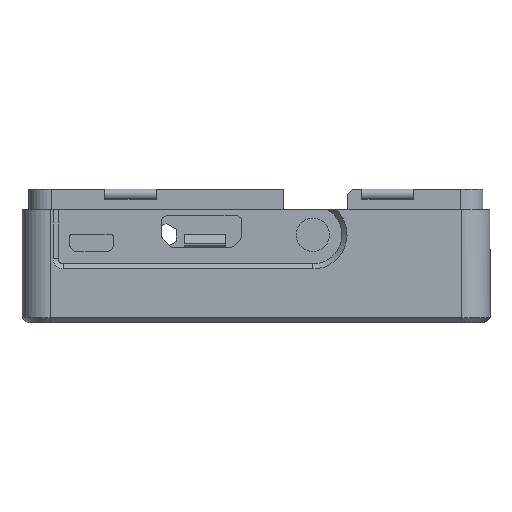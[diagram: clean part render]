
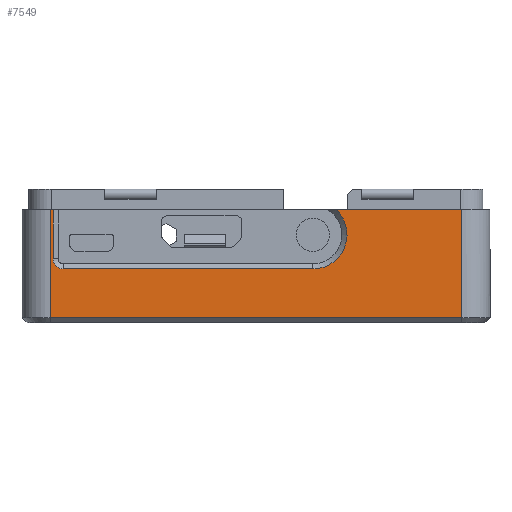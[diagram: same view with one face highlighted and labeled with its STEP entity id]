
A CAD part, front view. The second image highlights one B-rep face of the part: STEP entity #7549.
In plain terms, the highlighted planar face has unit normal (0, -1, 0).
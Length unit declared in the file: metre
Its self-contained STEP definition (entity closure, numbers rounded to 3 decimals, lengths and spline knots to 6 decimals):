
#242=CIRCLE('',#8012,0.002);
#243=CIRCLE('',#8013,0.006657);
#696=ORIENTED_EDGE('',*,*,#3023,.T.);
#697=ORIENTED_EDGE('',*,*,#3024,.T.);
#698=ORIENTED_EDGE('',*,*,#2896,.F.);
#699=ORIENTED_EDGE('',*,*,#3025,.T.);
#700=ORIENTED_EDGE('',*,*,#3026,.T.);
#701=ORIENTED_EDGE('',*,*,#3027,.T.);
#702=ORIENTED_EDGE('',*,*,#2900,.F.);
#703=ORIENTED_EDGE('',*,*,#3028,.T.);
#704=ORIENTED_EDGE('',*,*,#3029,.T.);
#2896=EDGE_CURVE('',#4066,#4067,#4810,.T.);
#2900=EDGE_CURVE('',#4070,#4071,#4813,.T.);
#3023=EDGE_CURVE('',#4181,#4182,#242,.T.);
#3024=EDGE_CURVE('',#4182,#4067,#4909,.T.);
#3025=EDGE_CURVE('',#4066,#4183,#4910,.T.);
#3026=EDGE_CURVE('',#4183,#4184,#4911,.T.);
#3027=EDGE_CURVE('',#4184,#4071,#4912,.F.);
#3028=EDGE_CURVE('',#4070,#4185,#243,.T.);
#3029=EDGE_CURVE('',#4185,#4181,#4913,.T.);
#4066=VERTEX_POINT('',#10871);
#4067=VERTEX_POINT('',#10872);
#4070=VERTEX_POINT('',#10881);
#4071=VERTEX_POINT('',#10883);
#4181=VERTEX_POINT('',#11130);
#4182=VERTEX_POINT('',#11131);
#4183=VERTEX_POINT('',#11134);
#4184=VERTEX_POINT('',#11136);
#4185=VERTEX_POINT('',#11139);
#4810=LINE('',#10870,#5615);
#4813=LINE('',#10882,#5618);
#4909=LINE('',#11132,#5714);
#4910=LINE('',#11133,#5715);
#4911=LINE('',#11135,#5716);
#4912=LINE('',#11137,#5717);
#4913=LINE('',#11140,#5718);
#5615=VECTOR('',#8671,1.);
#5618=VECTOR('',#8674,1.);
#5714=VECTOR('',#8854,1.);
#5715=VECTOR('',#8855,1.);
#5716=VECTOR('',#8856,1.);
#5717=VECTOR('',#8857,1.);
#5718=VECTOR('',#8860,1.);
#6438=EDGE_LOOP('',(#696,#697,#698,#699,#700,#701,#702,#703,#704));
#6874=FACE_BOUND('',#6438,.T.);
#7305=PLANE('',#8011);
#7549=ADVANCED_FACE('',(#6874),#7305,.F.);
#8011=AXIS2_PLACEMENT_3D('',#11128,#8850,#8851);
#8012=AXIS2_PLACEMENT_3D('',#11129,#8852,#8853);
#8013=AXIS2_PLACEMENT_3D('',#11138,#8858,#8859);
#8671=DIRECTION('',(1.,0.,0.));
#8674=DIRECTION('',(1.,0.,0.));
#8850=DIRECTION('',(0.,1.,0.));
#8851=DIRECTION('',(-1.,0.,0.));
#8852=DIRECTION('',(0.,1.,0.));
#8853=DIRECTION('',(-1.,0.,0.));
#8854=DIRECTION('',(0.,0.,1.));
#8855=DIRECTION('',(0.,0.,-1.));
#8856=DIRECTION('',(1.,0.,0.));
#8857=DIRECTION('',(0.,0.,-1.));
#8858=DIRECTION('',(0.,1.,0.));
#8859=DIRECTION('',(-1.,0.,0.));
#8860=DIRECTION('',(-1.,0.,0.));
#10870=CARTESIAN_POINT('',(-0.0006,-0.03101,0.008715));
#10871=CARTESIAN_POINT('',(-0.0406,-0.03101,0.008715));
#10872=CARTESIAN_POINT('',(-0.040058,-0.03101,0.008715));
#10881=CARTESIAN_POINT('',(0.01498,-0.03101,0.008715));
#10882=CARTESIAN_POINT('',(-0.0006,-0.03101,0.008715));
#10883=CARTESIAN_POINT('',(0.0394,-0.03101,0.008715));
#11128=CARTESIAN_POINT('',(-0.0006,-0.03101,0.008715));
#11129=CARTESIAN_POINT('',(-0.038058,-0.03101,-0.000811));
#11130=CARTESIAN_POINT('',(-0.038058,-0.03101,-0.002811));
#11131=CARTESIAN_POINT('',(-0.040058,-0.03101,-0.000811));
#11132=CARTESIAN_POINT('',(-0.040058,-0.03101,0.008715));
#11133=CARTESIAN_POINT('',(-0.0406,-0.03101,-0.013285));
#11134=CARTESIAN_POINT('',(-0.0406,-0.03101,-0.012285));
#11135=CARTESIAN_POINT('',(0.0394,-0.03101,-0.012285));
#11136=CARTESIAN_POINT('',(0.0394,-0.03101,-0.012285));
#11137=CARTESIAN_POINT('',(0.0394,-0.03101,0.008715));
#11138=CARTESIAN_POINT('',(0.010442,-0.03101,0.003845));
#11139=CARTESIAN_POINT('',(0.010442,-0.03101,-0.002811));
#11140=CARTESIAN_POINT('',(-0.0006,-0.03101,-0.002811));
